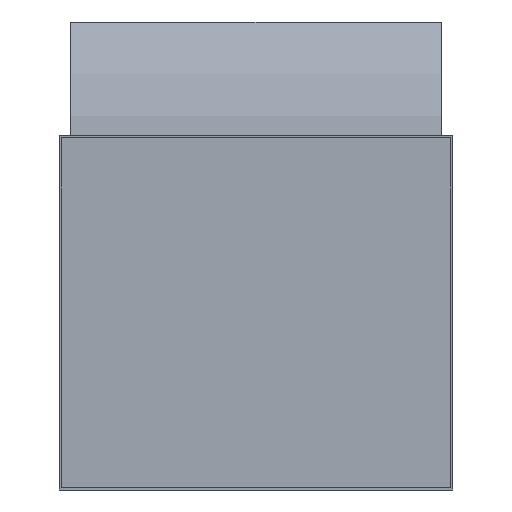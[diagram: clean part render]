
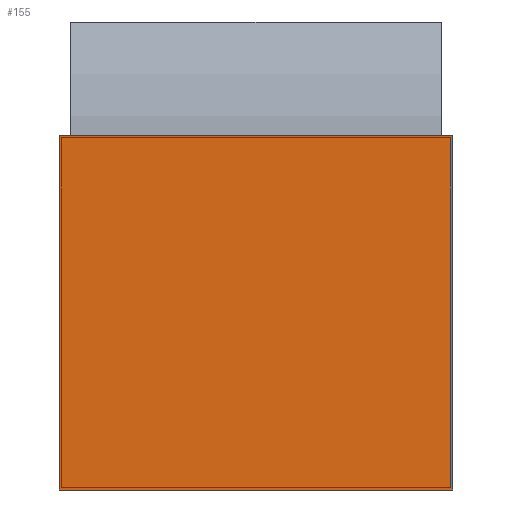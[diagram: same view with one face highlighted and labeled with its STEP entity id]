
A CAD part, left-side view. The second image highlights one B-rep face of the part: STEP entity #155.
In plain terms, the highlighted planar face has unit normal (-1, 0, 0).
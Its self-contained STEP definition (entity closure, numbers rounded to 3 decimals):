
#155 = ADVANCED_FACE( '', ( #276 ), #277, .F. );
#276 = FACE_OUTER_BOUND( '', #380, .T. );
#277 = PLANE( '', #381 );
#380 = EDGE_LOOP( '', ( #592, #593, #594, #595 ) );
#381 = AXIS2_PLACEMENT_3D( '', #596, #597, #598 );
#592 = ORIENTED_EDGE( '', *, *, #764, .T. );
#593 = ORIENTED_EDGE( '', *, *, #751, .F. );
#594 = ORIENTED_EDGE( '', *, *, #686, .F. );
#595 = ORIENTED_EDGE( '', *, *, #723, .T. );
#596 = CARTESIAN_POINT( '', ( -56., 25., 22.5 ) );
#597 = DIRECTION( '', ( 1., 0., 0. ) );
#598 = DIRECTION( '', ( 0., 0., -1. ) );
#686 = EDGE_CURVE( '', #795, #797, #798, .T. );
#723 = EDGE_CURVE( '', #795, #860, #862, .T. );
#751 = EDGE_CURVE( '', #797, #896, #898, .T. );
#764 = EDGE_CURVE( '', #860, #896, #913, .T. );
#795 = VERTEX_POINT( '', #952 );
#797 = VERTEX_POINT( '', #955 );
#798 = LINE( '', #956, #957 );
#860 = VERTEX_POINT( '', #1046 );
#862 = LINE( '', #1049, #1050 );
#896 = VERTEX_POINT( '', #1101 );
#898 = LINE( '', #1104, #1105 );
#913 = LINE( '', #1126, #1127 );
#952 = CARTESIAN_POINT( '', ( -56., 25., 22.5 ) );
#955 = CARTESIAN_POINT( '', ( -56., -25., 22.5 ) );
#956 = CARTESIAN_POINT( '', ( -56., 25., 22.5 ) );
#957 = VECTOR( '', #1154, 1000. );
#1046 = CARTESIAN_POINT( '', ( -56., 25., -22.5 ) );
#1049 = CARTESIAN_POINT( '', ( -56., 25., 22.5 ) );
#1050 = VECTOR( '', #1189, 1000. );
#1101 = CARTESIAN_POINT( '', ( -56., -25., -22.5 ) );
#1104 = CARTESIAN_POINT( '', ( -56., -25., 22.5 ) );
#1105 = VECTOR( '', #1211, 1000. );
#1126 = CARTESIAN_POINT( '', ( -56., 25., -22.5 ) );
#1127 = VECTOR( '', #1221, 1000. );
#1154 = DIRECTION( '', ( 0., -1., 0. ) );
#1189 = DIRECTION( '', ( 0., 0., -1. ) );
#1211 = DIRECTION( '', ( 0., 0., -1. ) );
#1221 = DIRECTION( '', ( 0., -1., 0. ) );
